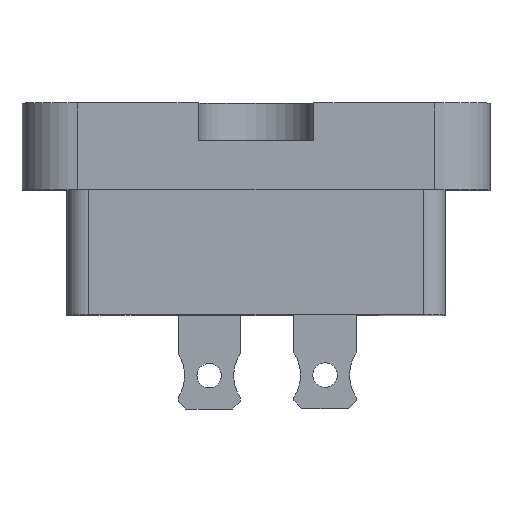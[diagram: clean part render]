
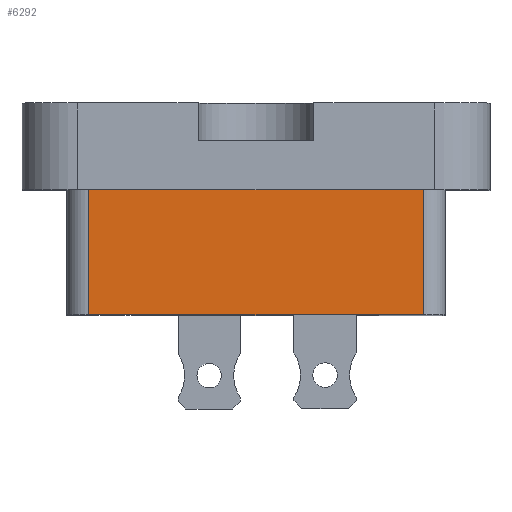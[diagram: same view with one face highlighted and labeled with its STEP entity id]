
A CAD part, top view. The second image highlights one B-rep face of the part: STEP entity #6292.
In plain terms, the highlighted planar face has unit normal (0, 0, 1).
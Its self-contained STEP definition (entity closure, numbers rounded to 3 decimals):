
#403=FACE_OUTER_BOUND('',#711,.T.);
#711=EDGE_LOOP('',(#5013,#5014,#5015,#5016));
#1506=LINE('',#10016,#2159);
#1511=LINE('',#10028,#2164);
#1512=LINE('',#10032,#2165);
#1518=LINE('',#10049,#2171);
#2159=VECTOR('',#8160,10.);
#2164=VECTOR('',#8173,10.);
#2165=VECTOR('',#8178,10.);
#2171=VECTOR('',#8200,10.);
#2759=VERTEX_POINT('',#10013);
#2760=VERTEX_POINT('',#10015);
#2763=VERTEX_POINT('',#10026);
#2764=VERTEX_POINT('',#10030);
#3565=EDGE_CURVE('',#2759,#2760,#1506,.T.);
#3572=EDGE_CURVE('',#2763,#2759,#1511,.T.);
#3574=EDGE_CURVE('',#2760,#2764,#1512,.T.);
#3582=EDGE_CURVE('',#2764,#2763,#1518,.T.);
#5013=ORIENTED_EDGE('',*,*,#3572,.F.);
#5014=ORIENTED_EDGE('',*,*,#3582,.F.);
#5015=ORIENTED_EDGE('',*,*,#3574,.F.);
#5016=ORIENTED_EDGE('',*,*,#3565,.F.);
#5733=PLANE('',#6780);
#6292=ADVANCED_FACE('',(#403),#5733,.T.);
#6780=AXIS2_PLACEMENT_3D('',#10048,#8198,#8199);
#8160=DIRECTION('',(-1.,0.,0.));
#8173=DIRECTION('',(0.,-1.,0.));
#8178=DIRECTION('',(0.,1.,0.));
#8198=DIRECTION('center_axis',(0.,0.,
1.));
#8199=DIRECTION('ref_axis',(1.,0.,0.));
#8200=DIRECTION('',(1.,0.,0.));
#10013=CARTESIAN_POINT('',(-6.323,-24.565,13.619));
#10015=CARTESIAN_POINT('',(-21.323,-24.565,13.619));
#10016=CARTESIAN_POINT('',(-5.323,-24.565,13.619));
#10026=CARTESIAN_POINT('',(-6.323,-18.265,13.619));
#10028=CARTESIAN_POINT('',(-6.323,-24.565,13.619));
#10030=CARTESIAN_POINT('',(-21.323,-18.265,13.619));
#10032=CARTESIAN_POINT('',(-21.323,-24.565,13.619));
#10048=CARTESIAN_POINT('Origin',(-22.323,-24.565,13.619));
#10049=CARTESIAN_POINT('',(-18.073,-18.265,13.619));
